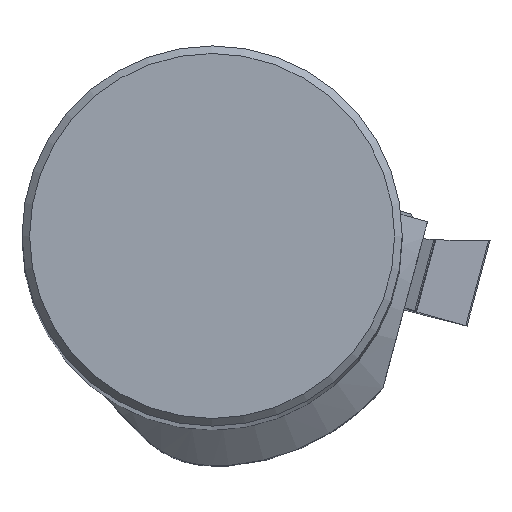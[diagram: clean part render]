
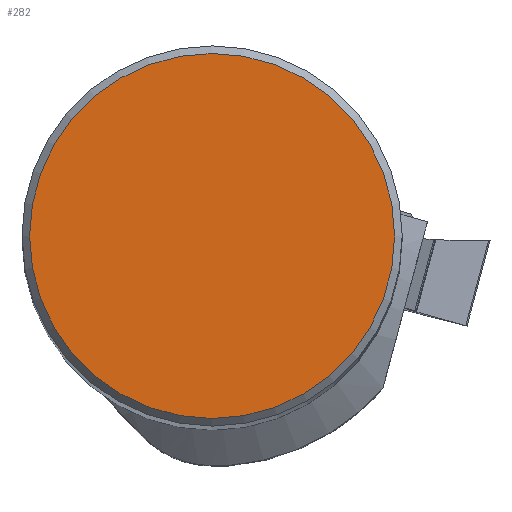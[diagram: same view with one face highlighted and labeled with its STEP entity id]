
A CAD part, top view. The second image highlights one B-rep face of the part: STEP entity #282.
In plain terms, the highlighted planar face has unit normal (0, 0, 1).
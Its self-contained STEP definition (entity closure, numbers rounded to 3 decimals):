
#206=CIRCLE('',#1953,11.991);
#282=ADVANCED_FACE('',(#417),#342,.T.);
#342=PLANE('',#1954);
#417=FACE_OUTER_BOUND('',#507,.T.);
#507=EDGE_LOOP('',(#972));
#972=ORIENTED_EDGE('',*,*,#1419,.F.);
#1188=VERTEX_POINT('',#3161);
#1419=EDGE_CURVE('',#1188,#1188,#206,.T.);
#1953=AXIS2_PLACEMENT_3D('',#3160,#2418,#2419);
#1954=AXIS2_PLACEMENT_3D('',#3162,#2420,#2421);
#2418=DIRECTION('',(0.,0.,-1.));
#2419=DIRECTION('',(-1.,0.,0.));
#2420=DIRECTION('',(0.,0.,1.));
#2421=DIRECTION('',(-1.,0.,0.));
#3160=CARTESIAN_POINT('',(0.,0.,0.));
#3161=CARTESIAN_POINT('',(-11.991,0.,0.));
#3162=CARTESIAN_POINT('',(0.,0.,0.));
